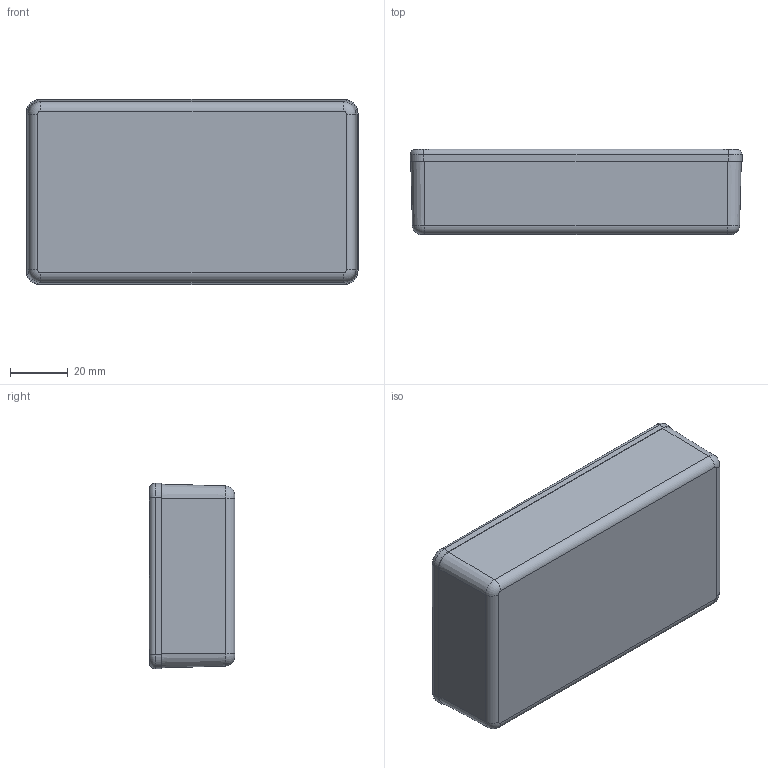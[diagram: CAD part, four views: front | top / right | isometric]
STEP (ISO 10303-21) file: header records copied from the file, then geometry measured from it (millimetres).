
FILE_DESCRIPTION (( 'STEP AP214' ), '1' );
FILE_NAME ('enclosure1.STEP', '2017-12-19T19:10:25', ( '' ), ( '' ), 'SwSTEP 2.0', 'SolidWorks 2017', '' );
FILE_SCHEMA (( 'AUTOMOTIVE_DESIGN' ));
Length unit declared in the file: inch
Products named in the file (3): enclosure1; Deltron Enclosures-deltron-460-0020-sealed-aluminium-enclosure_4 Hole General Purpose Enclosure Lid_Box B Lid; Deltron Enclosures-deltron-460-0020-sealed-aluminium-enclosure_4 Hole General Purpose Enclosure_B-Box
Assembly tree (2 placements, depth 2):
  enclosure1
    Deltron Enclosures-deltron-460-0020-sealed-aluminium-enclosure_4 Hole General Purpose Enclosure_B-Box
    Deltron Enclosures-deltron-460-0020-sealed-aluminium-enclosure_4 Hole General Purpose Enclosure Lid_Box B Lid
Bounding box: 114.8 x 29.5 x 64.1 mm (x, y, z)
Volume: 41953 mm3; surface area: 47884 mm2
Topology: 2 solids, 2 shells, 209 faces, 576 edges, 366 vertices
Faces by surface type: cone 76, plane 47, cylinder 36, torus 34, bspline 16
Entity records: 10051 total; most frequent: CARTESIAN_POINT 2058, ORIENTED_EDGE 1136, DIRECTION 1080, EDGE_CURVE 568, AXIS2_PLACEMENT_3D 432, VERTEX_POINT 366, CIRCLE 234, EDGE_LOOP 222
